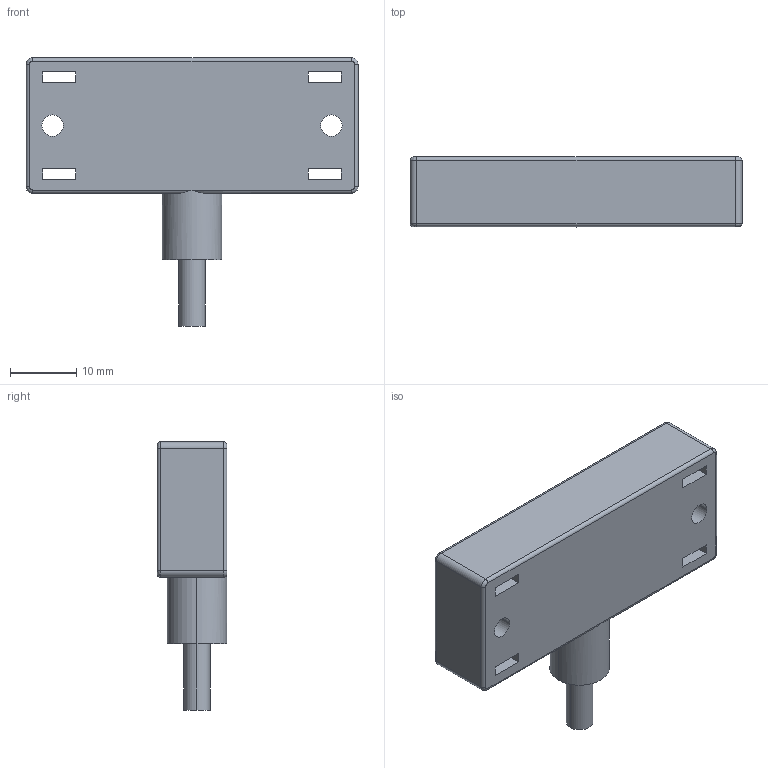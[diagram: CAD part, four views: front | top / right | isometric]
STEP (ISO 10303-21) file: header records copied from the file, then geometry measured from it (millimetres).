
FILE_DESCRIPTION((''),'2;1');
FILE_NAME('F46A_D000011B','2006-01-03T',('Pepperl+Fuchs'),('Industriehansa'),'PRO/ENGINEER BY PARAMETRIC TECHNOLOGY CORPORATION, 2005290','PRO/ENGINEER BY PARAMETRIC TECHNOLOGY CORPORATION, 2005290','');
FILE_SCHEMA(('AUTOMOTIVE_DESIGN_CC2 { 1 2 10303 214 -1 1 5 2 }'));
Length unit declared in the file: millimetre
Products named in the file (1): F46A_D000011B
Bounding box: 50 x 10.5 x 40.4 mm (x, y, z)
Volume: 10828.2 mm3; surface area: 4568.5 mm2
Topology: 1 solids, 1 shells, 63 faces, 161 edges, 107 vertices
Faces by surface type: plane 32, cylinder 23, bspline 5, torus 3
Entity records: 2589 total; most frequent: CARTESIAN_POINT 419, DIRECTION 330, ORIENTED_EDGE 314, PRESENTATION_STYLE_ASSIGNMENT 166, STYLED_ITEM 163, CURVE_STYLE 162, EDGE_CURVE 157, AXIS2_PLACEMENT_3D 112
